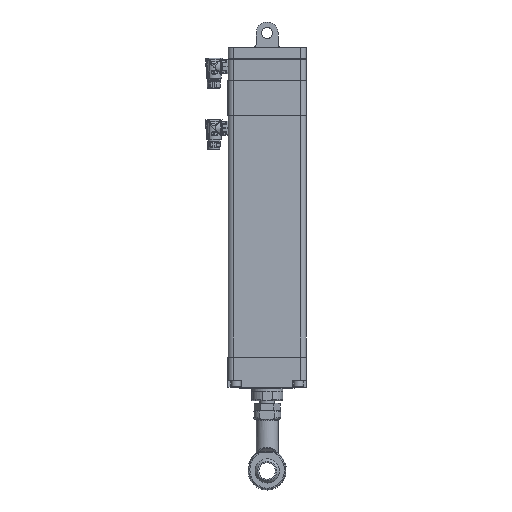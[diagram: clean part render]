
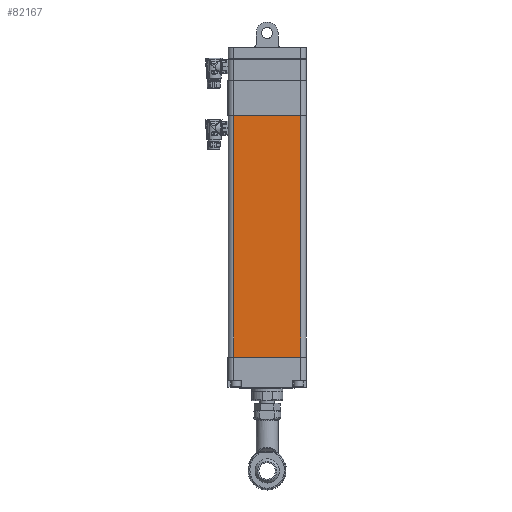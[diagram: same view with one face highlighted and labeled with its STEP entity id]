
A CAD part, left-side view. The second image highlights one B-rep face of the part: STEP entity #82167.
In plain terms, the highlighted planar face has unit normal (-1, 0, 0).
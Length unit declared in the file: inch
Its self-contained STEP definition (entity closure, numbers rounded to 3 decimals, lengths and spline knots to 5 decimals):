
#4779 = EDGE_CURVE ( 'NONE', #16782, #40425, #64096, .T. ) ;
#4977 = AXIS2_PLACEMENT_3D ( 'NONE', #73541, #38454, #38900 ) ;
#6826 = DIRECTION ( 'NONE',  ( 0., 0., 1. ) ) ;
#14794 = ORIENTED_EDGE ( 'NONE', *, *, #4779, .F. ) ;
#15961 = EDGE_CURVE ( 'NONE', #40425, #31478, #48293, .T. ) ;
#16782 = VERTEX_POINT ( 'NONE', #26594 ) ;
#17165 = FACE_OUTER_BOUND ( 'NONE', #52561, .T. ) ;
#24781 = LINE ( 'NONE', #60346, #56363 ) ;
#25030 = PLANE ( 'NONE',  #4977 ) ;
#26594 = CARTESIAN_POINT ( 'NONE',  ( -2.8, 2.42, -17.36917 ) ) ;
#29064 = VERTEX_POINT ( 'NONE', #41387 ) ;
#31478 = VERTEX_POINT ( 'NONE', #52587 ) ;
#34731 = ORIENTED_EDGE ( 'NONE', *, *, #58024, .T. ) ;
#38038 = VECTOR ( 'NONE', #40455, 39.37008 ) ;
#38454 = DIRECTION ( 'NONE',  ( -1., 0., 0. ) ) ;
#38900 = DIRECTION ( 'NONE',  ( 0., 0., 1. ) ) ;
#40425 = VERTEX_POINT ( 'NONE', #70164 ) ;
#40446 = DIRECTION ( 'NONE',  ( 0., 0., 1. ) ) ;
#40455 = DIRECTION ( 'NONE',  ( 0., -1., 0. ) ) ;
#41066 = VECTOR ( 'NONE', #6826, 39.37008 ) ;
#41387 = CARTESIAN_POINT ( 'NONE',  ( -2.8, -2.42, -17.36917 ) ) ;
#48293 = LINE ( 'NONE', #68620, #38038 ) ;
#51937 = LINE ( 'NONE', #72740, #59992 ) ;
#52561 = EDGE_LOOP ( 'NONE', ( #91007, #14794, #62352, #34731 ) ) ;
#52587 = CARTESIAN_POINT ( 'NONE',  ( -2.8, -2.42, 0. ) ) ;
#56363 = VECTOR ( 'NONE', #40446, 39.37008 ) ;
#58024 = EDGE_CURVE ( 'NONE', #29064, #31478, #24781, .T. ) ;
#59992 = VECTOR ( 'NONE', #60701, 39.37008 ) ;
#60346 = CARTESIAN_POINT ( 'NONE',  ( -2.8, -2.42, -0.5 ) ) ;
#60701 = DIRECTION ( 'NONE',  ( 0., -1., 0. ) ) ;
#62352 = ORIENTED_EDGE ( 'NONE', *, *, #87005, .T. ) ;
#64096 = LINE ( 'NONE', #70117, #41066 ) ;
#68620 = CARTESIAN_POINT ( 'NONE',  ( -2.8, 2.42, 0. ) ) ;
#70117 = CARTESIAN_POINT ( 'NONE',  ( -2.8, 2.42, -0.5 ) ) ;
#70164 = CARTESIAN_POINT ( 'NONE',  ( -2.8, 2.42, 0. ) ) ;
#72740 = CARTESIAN_POINT ( 'NONE',  ( -2.8, 2.42, -17.36917 ) ) ;
#73541 = CARTESIAN_POINT ( 'NONE',  ( -2.8, 2.42, -0.5 ) ) ;
#82167 = ADVANCED_FACE ( 'NONE', ( #17165 ), #25030, .T. ) ;
#87005 = EDGE_CURVE ( 'NONE', #16782, #29064, #51937, .T. ) ;
#91007 = ORIENTED_EDGE ( 'NONE', *, *, #15961, .F. ) ;
